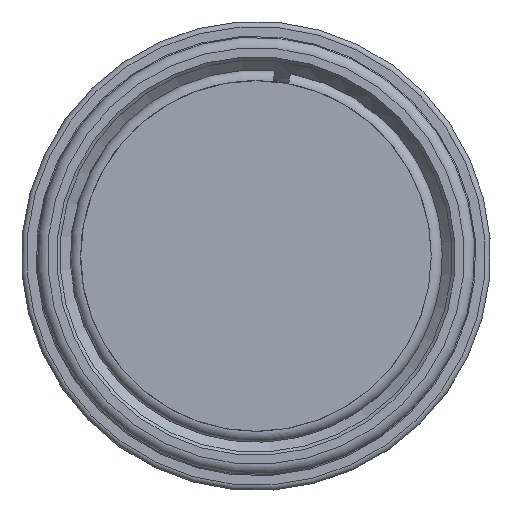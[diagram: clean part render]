
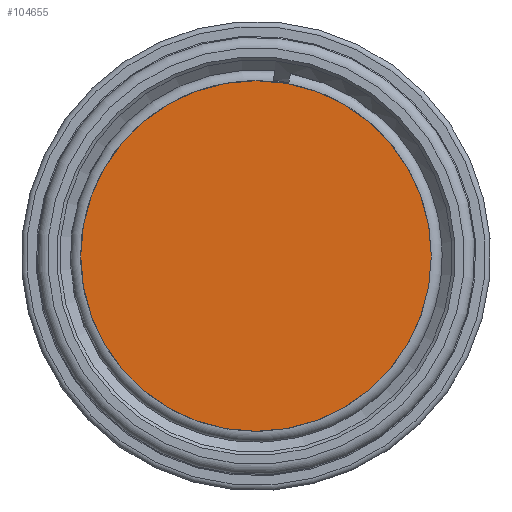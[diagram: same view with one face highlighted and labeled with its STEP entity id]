
A CAD part, left-side view. The second image highlights one B-rep face of the part: STEP entity #104655.
In plain terms, the highlighted planar face has unit normal (-1, 0, 0).
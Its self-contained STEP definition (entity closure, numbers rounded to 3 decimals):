
#104632=CARTESIAN_POINT('',(0.,-16.625,0.0));
#104633=VERTEX_POINT('',#104632);
#104634=CARTESIAN_POINT('',(0.0,0.0,0.0));
#104635=DIRECTION('',(-1.0,0.0,0.0));
#104636=DIRECTION('',(0.0,-1.0,0.0));
#104637=AXIS2_PLACEMENT_3D('',#104634,#104635,#104636);
#104638=CIRCLE('',#104637,16.625);
#104639=EDGE_CURVE('',#104633,#104633,#104638,.T.);
#104647=CARTESIAN_POINT('',(0.,-15.288,0.0));
#104648=DIRECTION('',(-1.0,0.0,0.0));
#104649=DIRECTION('',(0.0,0.0,1.0));
#104650=AXIS2_PLACEMENT_3D('',#104647,#104648,#104649);
#104651=PLANE('',#104650);
#104652=ORIENTED_EDGE('',*,*,#104639,.T.);
#104653=EDGE_LOOP('',(#104652));
#104654=FACE_OUTER_BOUND('',#104653,.T.);
#104655=ADVANCED_FACE('',(#104654),#104651,.T.);
